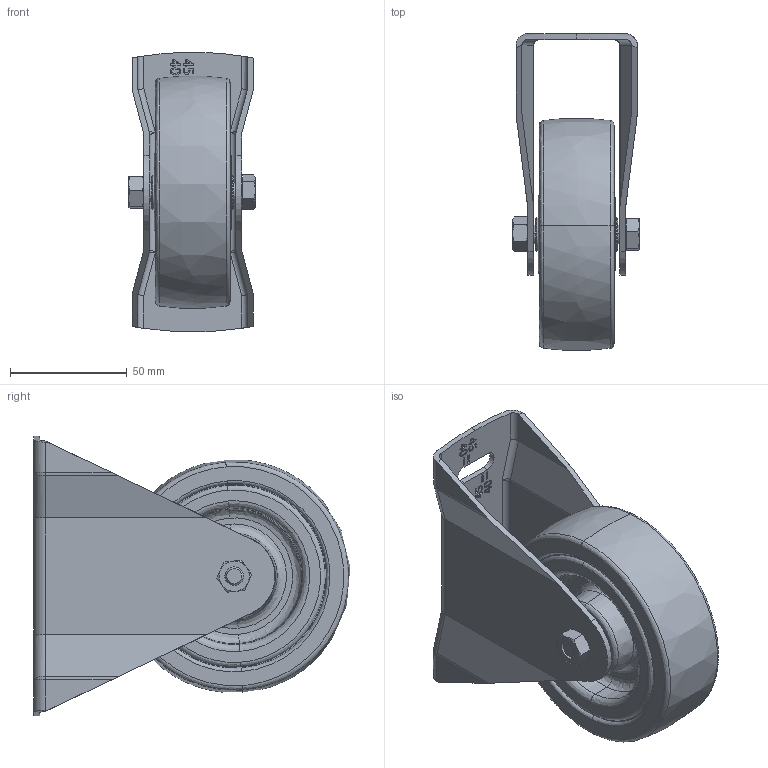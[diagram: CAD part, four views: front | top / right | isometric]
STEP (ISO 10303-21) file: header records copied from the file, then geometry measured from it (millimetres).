
FILE_DESCRIPTION (( 'STEP AP214' ), '1' );
FILE_NAME ('Accessories for aluminium profiles098F100G4045N.step', '2016-10-19T18:20:33', ( '' ), ( '' ), 'SwSTEP 2.0', 'SolidWorks 2016', '' );
FILE_SCHEMA (( 'AUTOMOTIVE_DESIGN' ));
Length unit declared in the file: millimetre
Products named in the file (5): VPA_101_8K_105080-214_selction no pls; 098F4045R u.Tab_098F1004045; 4DIN934M08M; 4DIN931M08048MS01; Accessories for aluminium profiles098F100G4045N
Assembly tree (4 placements, depth 2):
  Accessories for aluminium profiles098F100G4045N
    4DIN931M08048MS01
    4DIN934M08M
    098F4045R u.Tab_098F1004045
    VPA_101_8K_105080-214_selction no pls
Bounding box: 54.2 x 135.75 x 119.82 mm (x, y, z)
Volume: 252921.8 mm3; surface area: 79967.4 mm2
Topology: 23 solids, 23 shells, 620 faces, 1538 edges, 985 vertices
Faces by surface type: plane 329, bspline 183, cylinder 61, cone 43, sphere 4
Entity records: 32001 total; most frequent: CARTESIAN_POINT 14563, ORIENTED_EDGE 3060, DIRECTION 2205, EDGE_CURVE 1530, VERTEX_POINT 985, VECTOR 955, LINE 955, EDGE_LOOP 673
